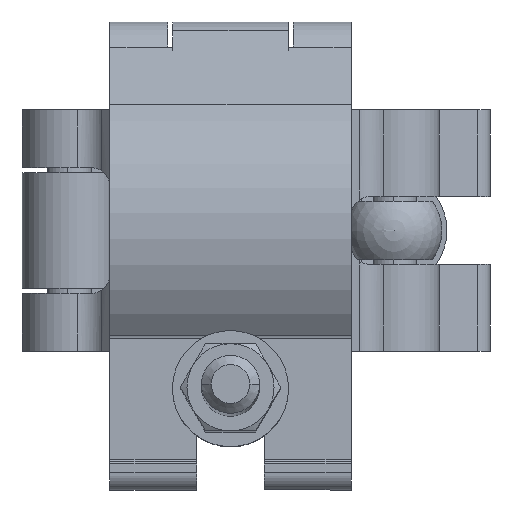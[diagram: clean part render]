
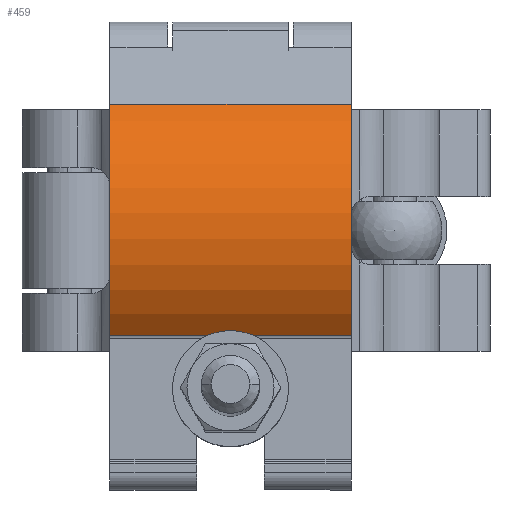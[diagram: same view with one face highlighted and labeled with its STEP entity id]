
A CAD part, front view. The second image highlights one B-rep face of the part: STEP entity #459.
In plain terms, the highlighted cylindrical face has radius 33.1 mm (diameter 66.2 mm), a partial arc.
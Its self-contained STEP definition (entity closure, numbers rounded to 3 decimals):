
#337 = AXIS2_PLACEMENT_3D ( 'NONE', #4012, #6102, #13039 ) ;
#459 = ADVANCED_FACE ( 'NONE', ( #2464 ), #8671, .T. ) ;
#575 = AXIS2_PLACEMENT_3D ( 'NONE', #6459, #12875, #1672 ) ;
#1331 = CARTESIAN_POINT ( 'NONE',  ( 24.95, 31.477, -56.044 ) ) ;
#1568 = EDGE_CURVE ( 'NONE', #7386, #5409, #12320, .T. ) ;
#1672 = DIRECTION ( 'NONE',  ( 0., 0., 1. ) ) ;
#1923 = VERTEX_POINT ( 'NONE', #11031 ) ;
#2256 = DIRECTION ( 'NONE',  ( -1., 0., 0. ) ) ;
#2464 = FACE_OUTER_BOUND ( 'NONE', #8943, .T. ) ;
#3934 = ORIENTED_EDGE ( 'NONE', *, *, #7651, .T. ) ;
#4012 = CARTESIAN_POINT ( 'NONE',  ( -24.95, 6.327, -34.525 ) ) ;
#4351 = ORIENTED_EDGE ( 'NONE', *, *, #1568, .T. ) ;
#4714 = CARTESIAN_POINT ( 'NONE',  ( 24.95, 26.415, -8.218 ) ) ;
#5167 = AXIS2_PLACEMENT_3D ( 'NONE', #12932, #7350, #9608 ) ;
#5409 = VERTEX_POINT ( 'NONE', #12465 ) ;
#5600 = CARTESIAN_POINT ( 'NONE',  ( 24.95, 31.477, -56.044 ) ) ;
#5975 = CARTESIAN_POINT ( 'NONE',  ( -24.95, 26.415, -8.218 ) ) ;
#6062 = VECTOR ( 'NONE', #12617, 1000. ) ;
#6102 = DIRECTION ( 'NONE',  ( 1., 0., 0. ) ) ;
#6459 = CARTESIAN_POINT ( 'NONE',  ( 24.95, 6.327, -34.525 ) ) ;
#6807 = CIRCLE ( 'NONE', #337, 33.1 ) ;
#7220 = CIRCLE ( 'NONE', #5167, 33.1 ) ;
#7350 = DIRECTION ( 'NONE',  ( 1., 0., 0. ) ) ;
#7386 = VERTEX_POINT ( 'NONE', #1331 ) ;
#7651 = EDGE_CURVE ( 'NONE', #5409, #9856, #6807, .T. ) ;
#8645 = VECTOR ( 'NONE', #2256, 1000. ) ;
#8671 = CYLINDRICAL_SURFACE ( 'NONE', #575, 33.1 ) ;
#8935 = EDGE_CURVE ( 'NONE', #1923, #9856, #9081, .T. ) ;
#8943 = EDGE_LOOP ( 'NONE', ( #3934, #11294, #12906, #4351 ) ) ;
#9081 = LINE ( 'NONE', #4714, #6062 ) ;
#9608 = DIRECTION ( 'NONE',  ( 0., 0., -1. ) ) ;
#9856 = VERTEX_POINT ( 'NONE', #5975 ) ;
#11031 = CARTESIAN_POINT ( 'NONE',  ( 24.95, 26.415, -8.218 ) ) ;
#11294 = ORIENTED_EDGE ( 'NONE', *, *, #8935, .F. ) ;
#12320 = LINE ( 'NONE', #5600, #8645 ) ;
#12465 = CARTESIAN_POINT ( 'NONE',  ( -24.95, 31.477, -56.044 ) ) ;
#12617 = DIRECTION ( 'NONE',  ( -1., 0., 0. ) ) ;
#12875 = DIRECTION ( 'NONE',  ( -1., 0., 0. ) ) ;
#12906 = ORIENTED_EDGE ( 'NONE', *, *, #13806, .F. ) ;
#12932 = CARTESIAN_POINT ( 'NONE',  ( 24.95, 6.327, -34.525 ) ) ;
#13039 = DIRECTION ( 'NONE',  ( 0., 0., -1. ) ) ;
#13806 = EDGE_CURVE ( 'NONE', #7386, #1923, #7220, .T. ) ;
